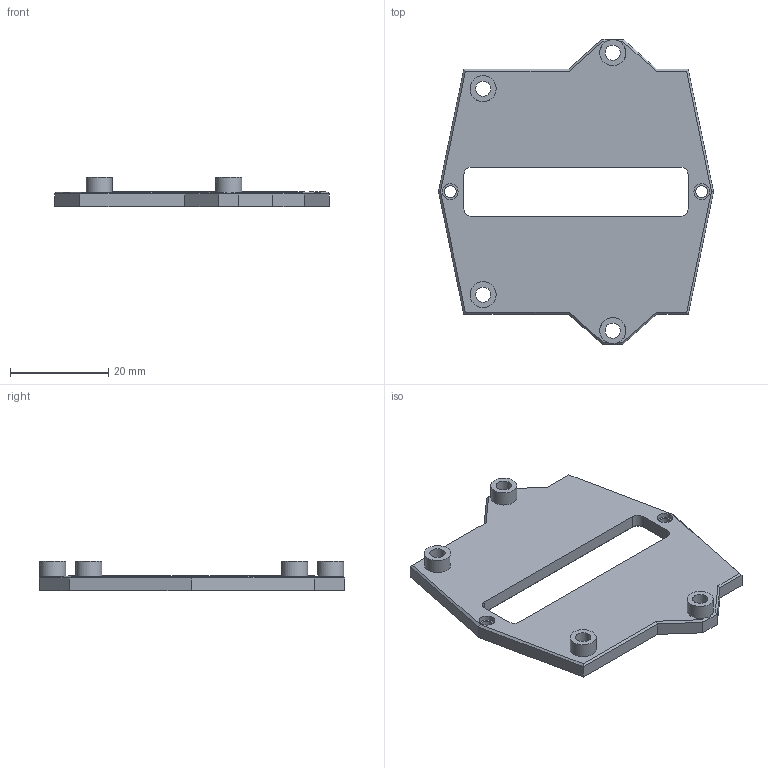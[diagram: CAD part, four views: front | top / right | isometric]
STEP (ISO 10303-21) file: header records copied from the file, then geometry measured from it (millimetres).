
FILE_DESCRIPTION(/* description */ (''),/* implementation_level */ '2;1');
FILE_NAME(/* name */ 'DCDC-bracket v3.step',/* time_stamp */ '2021-12-06T23:58:09+01:00',/* author */ (''),/* organization */ (''),/* preprocessor_version */ 'ST-DEVELOPER v18.1',/* originating_system */ 'Autodesk Translation Framework v10.10.0.1391',/* authorisation */ '');
FILE_SCHEMA (('AUTOMOTIVE_DESIGN { 1 0 10303 214 3 1 1 }'));
Length unit declared in the file: millimetre
Products named in the file (1): DCDC-bracket
Bounding box: 56.08 x 62.23 x 6 mm (x, y, z)
Volume: 6706.5 mm3; surface area: 5720.5 mm2
Topology: 1 solids, 1 shells, 68 faces, 162 edges, 100 vertices
Faces by surface type: plane 44, cylinder 16, cone 8
Full cylindrical faces by diameter (mm): 2.4 x2, 3.099 x1, 3.1 x3, 3.2 x2, 5.3 x4
Entity records: 1991 total; most frequent: DIRECTION 340, CARTESIAN_POINT 339, ORIENTED_EDGE 324, EDGE_CURVE 162, LINE 114, VECTOR 114, AXIS2_PLACEMENT_3D 113, VERTEX_POINT 100
